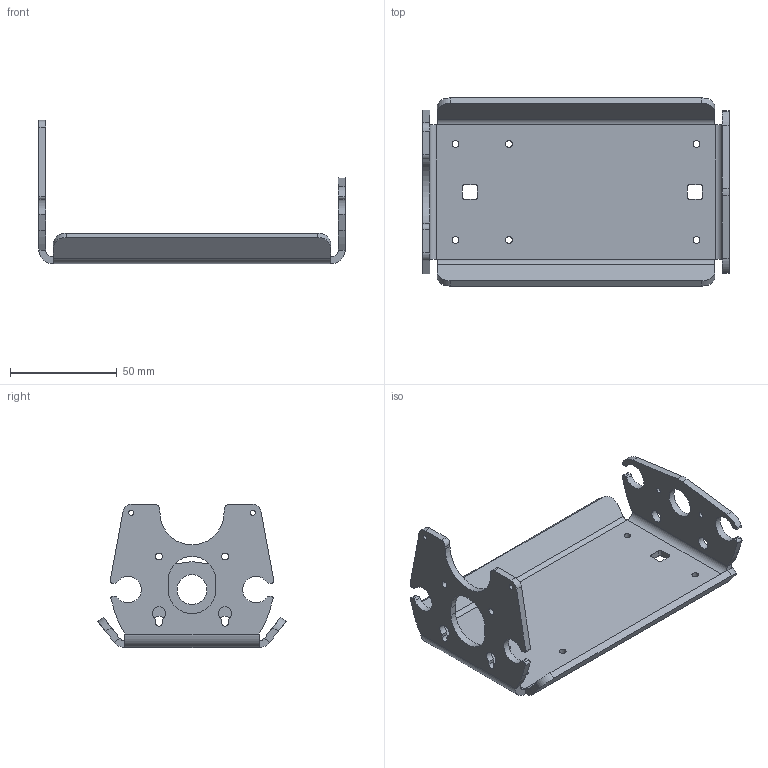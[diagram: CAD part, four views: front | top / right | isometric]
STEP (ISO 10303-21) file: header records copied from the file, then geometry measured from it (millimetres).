
FILE_DESCRIPTION(/* description */ ('','CAx-IF Rec.Pracs.---Representation and Presentation of Product Manufacturing Information (PMI)---4.0---2014-10-13'),/* implementation_level */ '2;1');
FILE_NAME(/* name */ 'frame_250108.step',/* time_stamp */ '2025-01-08T14:56:51-05:00',/* author */ (''),/* organization */ (''),/* preprocessor_version */ 'ST-DEVELOPER v20',/* originating_system */ 'Autodesk Translation Framework v13.20.0.188',/* authorisation */ '');
FILE_SCHEMA (('AP242_MANAGED_MODEL_BASED_3D_ENGINEERING_MIM_LF { 1 0 10303 442 1 1 4 }'));
Length unit declared in the file: millimetre
Products named in the file (1): frame_250108
Bounding box: 143.65 x 88.24 x 67.12 mm (x, y, z)
Volume: 57568.5 mm3; surface area: 40037 mm2
Topology: 1 solids, 1 shells, 131 faces, 363 edges, 234 vertices
Faces by surface type: cylinder 73, plane 58
Full cylindrical faces by diameter (mm): 2.4 x4, 3.175 x6, 3.2 x2, 6 x2, 14 x1
Entity records: 4320 total; most frequent: DIRECTION 773, CARTESIAN_POINT 729, ORIENTED_EDGE 726, EDGE_CURVE 363, AXIS2_PLACEMENT_3D 278, VERTEX_POINT 234, LINE 217, VECTOR 217
